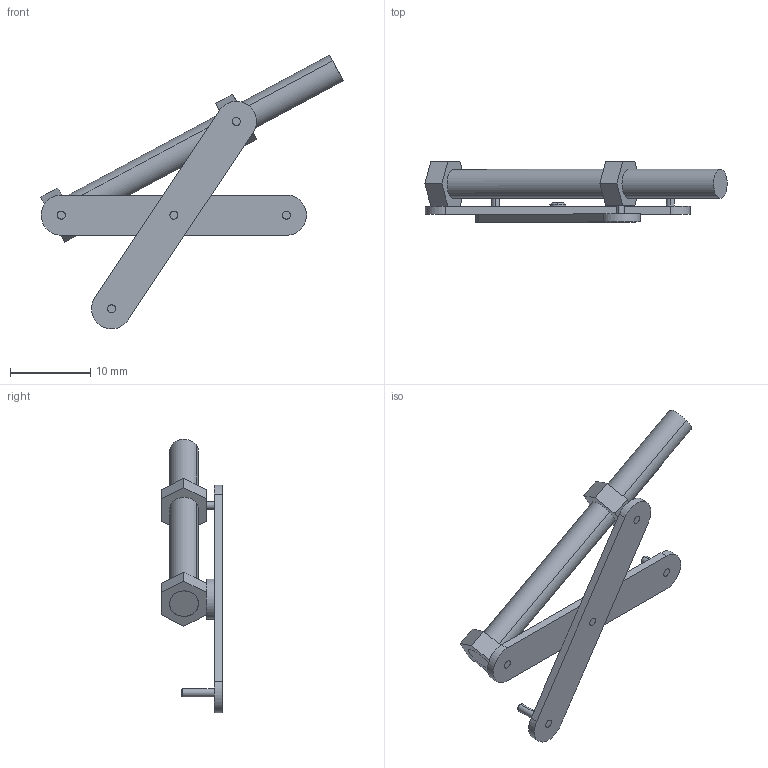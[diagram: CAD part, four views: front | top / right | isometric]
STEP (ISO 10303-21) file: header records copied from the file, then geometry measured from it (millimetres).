
FILE_DESCRIPTION (( 'STEP AP214' ), '1' );
FILE_NAME ('Fork.STEP', '2015-06-29T15:41:41', ( '' ), ( '' ), 'SwSTEP 2.0', 'SolidWorks 2015', '' );
FILE_SCHEMA (( 'AUTOMOTIVE_DESIGN' ));
Length unit declared in the file: millimetre
Products named in the file (8): Hinge_nut_2; Pin_short; Pin; Hinge; Rod; Fork; Forca; Hinge_nut_1
Assembly tree (8 placements, depth 2):
  Fork
    Forca  x2
    Hinge
    Hinge_nut_1
    Hinge_nut_2
    Pin
    Pin_short
    Rod
Bounding box: 37.61 x 7.5 x 34.05 mm (x, y, z)
Volume: 810.9 mm3; surface area: 1530.4 mm2
Topology: 9 solids, 9 shells, 76 faces, 162 edges, 106 vertices
Faces by surface type: plane 36, cylinder 34, cone 6
Entity records: 2073 total; most frequent: DIRECTION 340, CARTESIAN_POINT 293, ORIENTED_EDGE 264, AXIS2_PLACEMENT_3D 133, EDGE_CURVE 132, VERTEX_POINT 86, EDGE_LOOP 76, VECTOR 74
